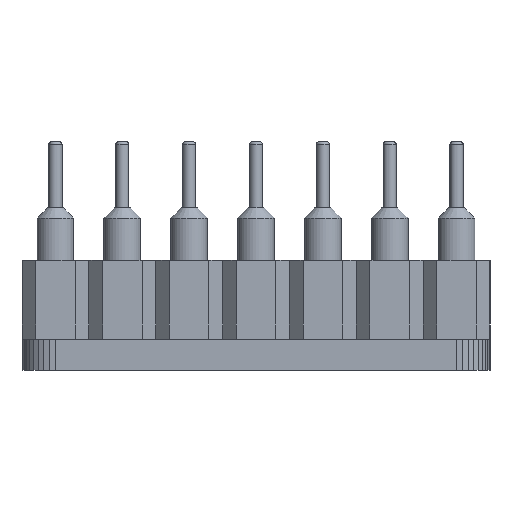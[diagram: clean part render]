
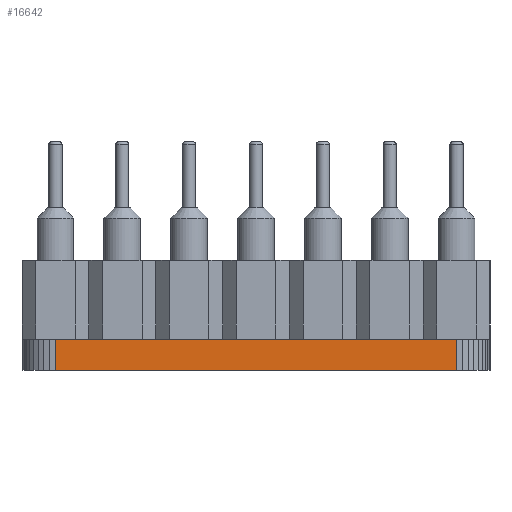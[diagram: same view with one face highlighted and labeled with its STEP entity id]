
A CAD part, front view. The second image highlights one B-rep face of the part: STEP entity #16642.
In plain terms, the highlighted planar face has unit normal (0, -1, 0).
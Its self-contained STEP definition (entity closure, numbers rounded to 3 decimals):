
#1518=FACE_OUTER_BOUND('',#2458,.T.);
#2458=EDGE_LOOP('',(#14227,#14228,#14229,#14230));
#4191=LINE('',#26104,#6194);
#4304=LINE('',#26396,#6307);
#4455=LINE('',#26763,#6458);
#4457=LINE('',#26767,#6460);
#6194=VECTOR('',#21422,1.);
#6307=VECTOR('',#21603,1.);
#6458=VECTOR('',#21898,1.);
#6460=VECTOR('',#21904,1.);
#7762=VERTEX_POINT('',#26101);
#7763=VERTEX_POINT('',#26103);
#7907=VERTEX_POINT('',#26393);
#7908=VERTEX_POINT('',#26395);
#9826=EDGE_CURVE('',#7762,#7763,#4191,.T.);
#9972=EDGE_CURVE('',#7908,#7907,#4304,.T.);
#10156=EDGE_CURVE('',#7763,#7907,#4455,.T.);
#10158=EDGE_CURVE('',#7762,#7908,#4457,.T.);
#14227=ORIENTED_EDGE('',*,*,#10158,.T.);
#14228=ORIENTED_EDGE('',*,*,#9972,.T.);
#14229=ORIENTED_EDGE('',*,*,#10156,.F.);
#14230=ORIENTED_EDGE('',*,*,#9826,.F.);
#15441=PLANE('',#17895);
#16642=ADVANCED_FACE('',(#1518),#15441,.T.);
#17895=AXIS2_PLACEMENT_3D('',#26766,#21902,#21903);
#21422=DIRECTION('',(-1.,0.,0.));
#21603=DIRECTION('',(-1.,0.,0.));
#21898=DIRECTION('',(0.,0.,1.));
#21902=DIRECTION('center_axis',(0.,-1.,0.));
#21903=DIRECTION('ref_axis',(-1.,0.,0.));
#21904=DIRECTION('',(0.,0.,1.));
#26101=CARTESIAN_POINT('',(7.62,-29.14,0.));
#26103=CARTESIAN_POINT('',(-7.62,-29.14,0.));
#26104=CARTESIAN_POINT('',(7.62,-29.14,0.));
#26393=CARTESIAN_POINT('',(-7.62,-29.14,1.18));
#26395=CARTESIAN_POINT('',(7.62,-29.14,1.18));
#26396=CARTESIAN_POINT('',(7.62,-29.14,1.18));
#26763=CARTESIAN_POINT('',(-7.62,-29.14,0.));
#26766=CARTESIAN_POINT('Origin',(7.62,-29.14,0.));
#26767=CARTESIAN_POINT('',(7.62,-29.14,0.));
